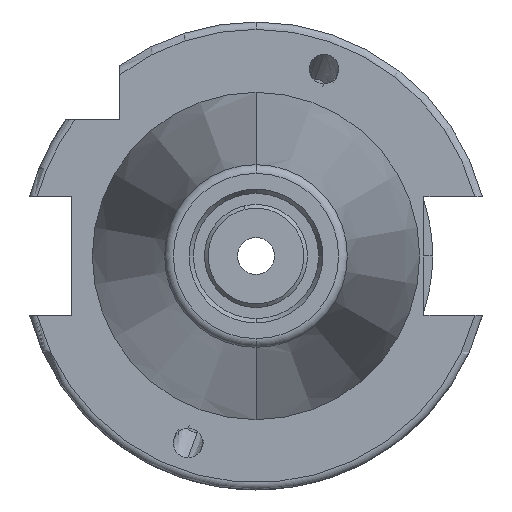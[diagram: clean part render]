
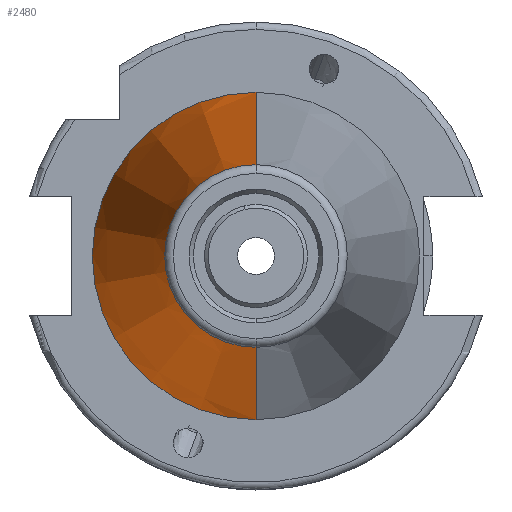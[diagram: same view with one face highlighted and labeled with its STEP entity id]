
A CAD part, left-side view. The second image highlights one B-rep face of the part: STEP entity #2480.
In plain terms, the highlighted conical face has half-angle 8.297 degrees and reference radius 22.225 mm.
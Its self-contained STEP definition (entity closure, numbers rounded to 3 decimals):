
#189 = VECTOR ( 'NONE', #242, 1000. ) ;
#242 = DIRECTION ( 'NONE',  ( 0.99, -0.144, 0. ) ) ;
#721 = LINE ( 'NONE', #5594, #3486 ) ;
#932 = VERTEX_POINT ( 'NONE', #4164 ) ;
#1089 = LINE ( 'NONE', #8613, #189 ) ;
#1272 = CIRCLE ( 'NONE', #1396, 12.4 ) ;
#1365 = VERTEX_POINT ( 'NONE', #6421 ) ;
#1379 = AXIS2_PLACEMENT_3D ( 'NONE', #5342, #7165, #3296 ) ;
#1396 = AXIS2_PLACEMENT_3D ( 'NONE', #8587, #8556, #8537 ) ;
#1593 = CIRCLE ( 'NONE', #1379, 22.225 ) ;
#2222 = AXIS2_PLACEMENT_3D ( 'NONE', #3960, #3983, #4124 ) ;
#2480 = ADVANCED_FACE ( 'NONE', ( #6078 ), #5533, .T. ) ;
#2580 = ORIENTED_EDGE ( 'NONE', *, *, #5438, .F. ) ;
#2601 = ORIENTED_EDGE ( 'NONE', *, *, #5417, .F. ) ;
#2866 = ORIENTED_EDGE ( 'NONE', *, *, #5397, .T. ) ;
#3184 = VERTEX_POINT ( 'NONE', #5532 ) ;
#3296 = DIRECTION ( 'NONE',  ( 0., -1., 0. ) ) ;
#3403 = ORIENTED_EDGE ( 'NONE', *, *, #5420, .T. ) ;
#3486 = VECTOR ( 'NONE', #6216, 1000. ) ;
#3960 = CARTESIAN_POINT ( 'NONE',  ( 0., 0., 0. ) ) ;
#3983 = DIRECTION ( 'NONE',  ( 1., 0., 0. ) ) ;
#4124 = DIRECTION ( 'NONE',  ( 0., 1., 0. ) ) ;
#4164 = CARTESIAN_POINT ( 'NONE',  ( 0., 22.225, 0. ) ) ;
#4402 = VERTEX_POINT ( 'NONE', #8270 ) ;
#5342 = CARTESIAN_POINT ( 'NONE',  ( 0., 0., 0. ) ) ;
#5397 = EDGE_CURVE ( 'NONE', #3184, #932, #1593, .T. ) ;
#5417 = EDGE_CURVE ( 'NONE', #1365, #4402, #1272, .T. ) ;
#5420 = EDGE_CURVE ( 'NONE', #1365, #3184, #1089, .T. ) ;
#5438 = EDGE_CURVE ( 'NONE', #4402, #932, #721, .T. ) ;
#5532 = CARTESIAN_POINT ( 'NONE',  ( 0., -22.225, 0. ) ) ;
#5533 = CONICAL_SURFACE ( 'NONE', #2222, 22.225, 0.145 ) ;
#5594 = CARTESIAN_POINT ( 'NONE',  ( 0., 22.225, 0. ) ) ;
#6078 = FACE_OUTER_BOUND ( 'NONE', #6626, .T. ) ;
#6216 = DIRECTION ( 'NONE',  ( 0.99, 0.144, 0. ) ) ;
#6421 = CARTESIAN_POINT ( 'NONE',  ( -67.373, -12.4, 0. ) ) ;
#6626 = EDGE_LOOP ( 'NONE', ( #2601, #3403, #2866, #2580 ) ) ;
#7165 = DIRECTION ( 'NONE',  ( -1., 0., 0. ) ) ;
#8270 = CARTESIAN_POINT ( 'NONE',  ( -67.373, 12.4, 0. ) ) ;
#8537 = DIRECTION ( 'NONE',  ( 0., -1., 0. ) ) ;
#8556 = DIRECTION ( 'NONE',  ( -1., 0., 0. ) ) ;
#8587 = CARTESIAN_POINT ( 'NONE',  ( -67.373, 0., 0. ) ) ;
#8613 = CARTESIAN_POINT ( 'NONE',  ( 0., -22.225, 0. ) ) ;
